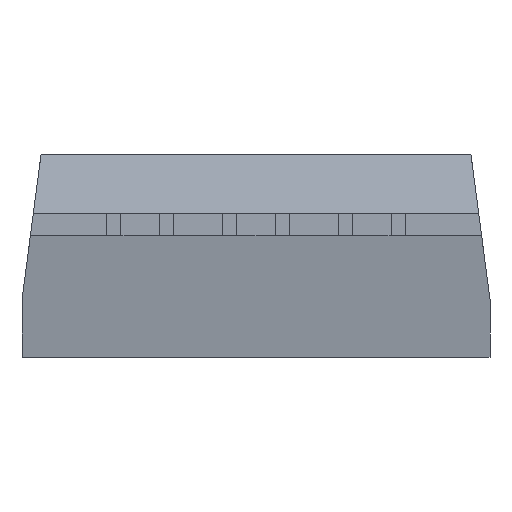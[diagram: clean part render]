
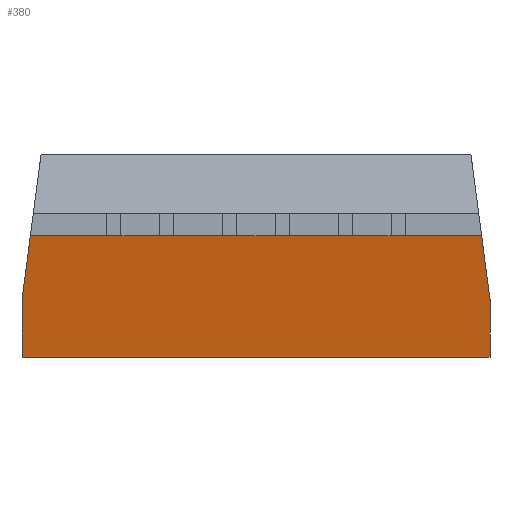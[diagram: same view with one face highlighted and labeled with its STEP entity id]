
A CAD part, front view. The second image highlights one B-rep face of the part: STEP entity #380.
In plain terms, the highlighted planar face has unit normal (0, -0.985, -0.174).
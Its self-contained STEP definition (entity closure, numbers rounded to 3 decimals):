
#25 = DIRECTION ( 'NONE',  ( -0.129, -0.172, 0.977 ) ) ;
#42 = EDGE_CURVE ( 'NONE', #613, #1388, #1580, .T. ) ;
#116 = DIRECTION ( 'NONE',  ( 0., 0.985, 0.174 ) ) ;
#125 = ORIENTED_EDGE ( 'NONE', *, *, #1510, .T. ) ;
#192 = LINE ( 'NONE', #1056, #873 ) ;
#209 = VERTEX_POINT ( 'NONE', #324 ) ;
#217 = VECTOR ( 'NONE', #1538, 1000. ) ;
#238 = CARTESIAN_POINT ( 'NONE',  ( -7.563, 3.57, 0.44 ) ) ;
#324 = CARTESIAN_POINT ( 'NONE',  ( -5.138, 4.04, -2.225 ) ) ;
#328 = EDGE_CURVE ( 'NONE', #613, #824, #875, .T. ) ;
#375 = CARTESIAN_POINT ( 'NONE',  ( 0., 4.04, -2.225 ) ) ;
#380 = ADVANCED_FACE ( 'NONE', ( #1342 ), #1497, .F. ) ;
#442 = VECTOR ( 'NONE', #1200, 1000. ) ;
#476 = ORIENTED_EDGE ( 'NONE', *, *, #1521, .T. ) ;
#522 = EDGE_CURVE ( 'NONE', #209, #1360, #1030, .T. ) ;
#571 = ORIENTED_EDGE ( 'NONE', *, *, #328, .F. ) ;
#606 = EDGE_CURVE ( 'NONE', #956, #824, #1340, .T. ) ;
#613 = VERTEX_POINT ( 'NONE', #986 ) ;
#728 = CARTESIAN_POINT ( 'NONE',  ( 5.138, 4.04, -2.225 ) ) ;
#766 = CARTESIAN_POINT ( 'NONE',  ( 5.138, 3.57, 0.44 ) ) ;
#824 = VERTEX_POINT ( 'NONE', #1308 ) ;
#873 = VECTOR ( 'NONE', #1619, 1000. ) ;
#875 = LINE ( 'NONE', #238, #985 ) ;
#916 = CARTESIAN_POINT ( 'NONE',  ( -7.563, 3.57, 0.44 ) ) ;
#956 = VERTEX_POINT ( 'NONE', #1466 ) ;
#982 = CARTESIAN_POINT ( 'NONE',  ( -5.132, 3.809, -0.914 ) ) ;
#983 = LINE ( 'NONE', #766, #442 ) ;
#985 = VECTOR ( 'NONE', #1749, 1000. ) ;
#986 = CARTESIAN_POINT ( 'NONE',  ( -4.954, 3.57, 0.44 ) ) ;
#1025 = AXIS2_PLACEMENT_3D ( 'NONE', #916, #116, #1229 ) ;
#1030 = LINE ( 'NONE', #375, #1452 ) ;
#1056 = CARTESIAN_POINT ( 'NONE',  ( -5.138, 3.265, 2.171 ) ) ;
#1135 = CARTESIAN_POINT ( 'NONE',  ( 5.132, 3.809, -0.914 ) ) ;
#1200 = DIRECTION ( 'NONE',  ( 0., -0.174, 0.985 ) ) ;
#1229 = DIRECTION ( 'NONE',  ( 0., -0.174, 0.985 ) ) ;
#1308 = CARTESIAN_POINT ( 'NONE',  ( 4.954, 3.57, 0.44 ) ) ;
#1310 = CARTESIAN_POINT ( 'NONE',  ( -5.138, 3.816, -0.955 ) ) ;
#1340 = LINE ( 'NONE', #1135, #1429 ) ;
#1342 = FACE_OUTER_BOUND ( 'NONE', #1487, .T. ) ;
#1353 = ORIENTED_EDGE ( 'NONE', *, *, #606, .T. ) ;
#1360 = VERTEX_POINT ( 'NONE', #728 ) ;
#1388 = VERTEX_POINT ( 'NONE', #1310 ) ;
#1429 = VECTOR ( 'NONE', #25, 1000. ) ;
#1433 = ORIENTED_EDGE ( 'NONE', *, *, #42, .T. ) ;
#1452 = VECTOR ( 'NONE', #1489, 1000. ) ;
#1466 = CARTESIAN_POINT ( 'NONE',  ( 5.138, 3.816, -0.955 ) ) ;
#1487 = EDGE_LOOP ( 'NONE', ( #571, #1433, #125, #1653, #476, #1353 ) ) ;
#1489 = DIRECTION ( 'NONE',  ( 1., 0., 0. ) ) ;
#1497 = PLANE ( 'NONE',  #1025 ) ;
#1510 = EDGE_CURVE ( 'NONE', #1388, #209, #192, .T. ) ;
#1521 = EDGE_CURVE ( 'NONE', #1360, #956, #983, .T. ) ;
#1538 = DIRECTION ( 'NONE',  ( -0.129, 0.172, -0.977 ) ) ;
#1580 = LINE ( 'NONE', #982, #217 ) ;
#1619 = DIRECTION ( 'NONE',  ( 0., 0.174, -0.985 ) ) ;
#1653 = ORIENTED_EDGE ( 'NONE', *, *, #522, .T. ) ;
#1749 = DIRECTION ( 'NONE',  ( 1., 0., 0. ) ) ;
